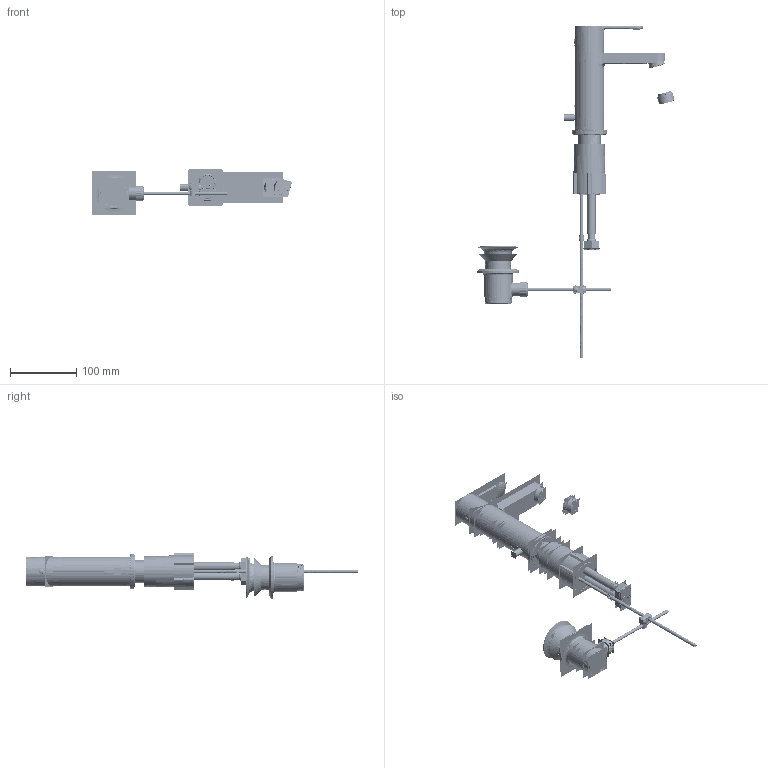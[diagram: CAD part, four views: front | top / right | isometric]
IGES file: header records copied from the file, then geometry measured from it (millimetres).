
Start section:  PTC IGES file: 8033201.igs
Global section: file name: 8033201.igs; native system: Pro/ENGINEER by Parametric Technology Corporation; preprocessor: 2008230; author: Administrator; organization: Unknown; date: 20140607.140249; units: millimetre
Bounding box: 302.42 x 502.4 x 70.7 mm (x, y, z)
Volume: 394790.5 mm3; surface area: 2072586.8 mm2
Topology: 41 solids, 60 shells, 6942 faces, 34440 edges, 43584 vertices
Faces by surface type: revolution 3702, bspline 3232, extrusion 8
